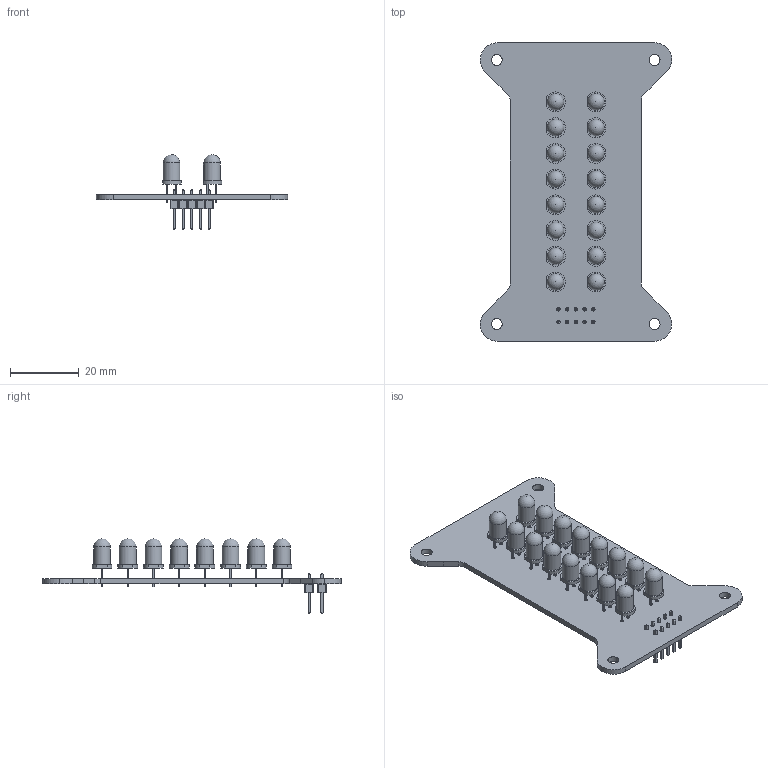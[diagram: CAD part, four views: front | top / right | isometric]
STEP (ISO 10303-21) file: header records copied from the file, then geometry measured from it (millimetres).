
FILE_DESCRIPTION(('KiCad electronic assembly'),'2;1');
FILE_NAME('Dash Indicators (Left).step','2025-02-23T19:59:06',('Pcbnew') ,('Kicad'),'Open CASCADE STEP processor 7.7','KiCad to STEP converter' ,'Unknown');
FILE_SCHEMA(('AUTOMOTIVE_DESIGN { 1 0 10303 214 1 1 1 1 }'));
Length unit declared in the file: millimetre
Products named in the file (6): Dash Indicators (Left) 1; LED_D5.0mm; PinHeader_1x05_P2.54mm_Vertical; PinHeader_1x05_P254mm_Vertical; Dash Indicators (Left)_PCB
Assembly tree (21 placements, depth 3):
  Dash Indicators (Left) 1
    LED_D5.0mm  x16
      LED_D5.0mm
    PinHeader_1x05_P2.54mm_Vertical  x2
      PinHeader_1x05_P254mm_Vertical
    Dash Indicators (Left)_PCB
Bounding box: 55.8 x 87 x 21.84 mm (x, y, z)
Volume: 8499.5 mm3; surface area: 11469 mm2
Topology: 19 solids, 19 shells, 577 faces, 1365 edges, 878 vertices
Faces by surface type: plane 471, cylinder 90, sphere 16
Full cylindrical faces by diameter (mm): 0.9 x32, 1 x10, 3.2 x4, 4.9 x16
Entity records: 7769 total; most frequent: DIRECTION 1134, CARTESIAN_POINT 1127, ORIENTED_EDGE 1086, EDGE_CURVE 543, LINE 422, VECTOR 422, AXIS2_PLACEMENT_3D 356, VERTEX_POINT 349
